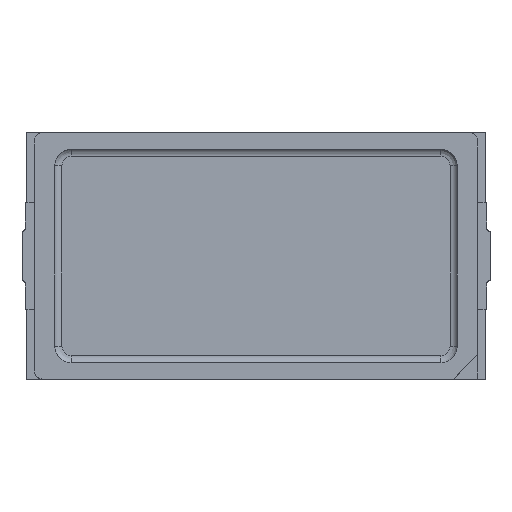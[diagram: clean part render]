
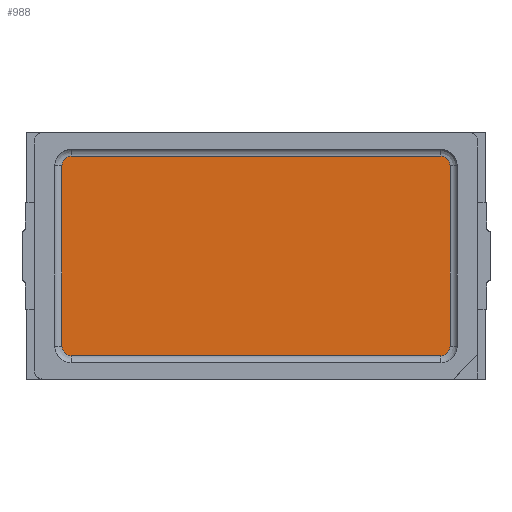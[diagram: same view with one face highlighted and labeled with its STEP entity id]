
A CAD part, top view. The second image highlights one B-rep face of the part: STEP entity #988.
In plain terms, the highlighted planar face has unit normal (0, 0, 1).
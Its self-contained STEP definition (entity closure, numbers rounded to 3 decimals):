
#43=CIRCLE('',#1066,0.113);
#44=CIRCLE('',#1067,0.113);
#45=CIRCLE('',#1068,0.113);
#46=CIRCLE('',#1069,0.113);
#80=FACE_OUTER_BOUND('',#133,.T.);
#133=EDGE_LOOP('',(#754,#755,#756,#757,#758,#759,#760,#761));
#247=LINE('',#1584,#358);
#248=LINE('',#1588,#359);
#249=LINE('',#1592,#360);
#250=LINE('',#1595,#361);
#358=VECTOR('',#1265,1000.);
#359=VECTOR('',#1268,1000.);
#360=VECTOR('',#1271,1000.);
#361=VECTOR('',#1274,1000.);
#462=VERTEX_POINT('',#1580);
#463=VERTEX_POINT('',#1581);
#464=VERTEX_POINT('',#1583);
#465=VERTEX_POINT('',#1585);
#466=VERTEX_POINT('',#1587);
#467=VERTEX_POINT('',#1589);
#468=VERTEX_POINT('',#1591);
#469=VERTEX_POINT('',#1593);
#575=EDGE_CURVE('',#462,#463,#43,.T.);
#576=EDGE_CURVE('',#463,#464,#247,.T.);
#577=EDGE_CURVE('',#464,#465,#44,.T.);
#578=EDGE_CURVE('',#465,#466,#248,.T.);
#579=EDGE_CURVE('',#466,#467,#45,.T.);
#580=EDGE_CURVE('',#467,#468,#249,.T.);
#581=EDGE_CURVE('',#468,#469,#46,.T.);
#582=EDGE_CURVE('',#469,#462,#250,.T.);
#754=ORIENTED_EDGE('',*,*,#575,.T.);
#755=ORIENTED_EDGE('',*,*,#576,.T.);
#756=ORIENTED_EDGE('',*,*,#577,.T.);
#757=ORIENTED_EDGE('',*,*,#578,.T.);
#758=ORIENTED_EDGE('',*,*,#579,.T.);
#759=ORIENTED_EDGE('',*,*,#580,.T.);
#760=ORIENTED_EDGE('',*,*,#581,.T.);
#761=ORIENTED_EDGE('',*,*,#582,.T.);
#923=PLANE('',#1065);
#988=ADVANCED_FACE('',(#80),#923,.T.);
#1065=AXIS2_PLACEMENT_3D('',#1579,#1261,#1262);
#1066=AXIS2_PLACEMENT_3D('',#1582,#1263,#1264);
#1067=AXIS2_PLACEMENT_3D('',#1586,#1266,#1267);
#1068=AXIS2_PLACEMENT_3D('',#1590,#1269,#1270);
#1069=AXIS2_PLACEMENT_3D('',#1594,#1272,#1273);
#1261=DIRECTION('center_axis',(0.,0.,1.));
#1262=DIRECTION('ref_axis',(1.,0.,0.));
#1263=DIRECTION('center_axis',(0.,0.,1.));
#1264=DIRECTION('ref_axis',(1.,0.,0.));
#1265=DIRECTION('',(-1.,0.,0.));
#1266=DIRECTION('center_axis',(0.,0.,1.));
#1267=DIRECTION('ref_axis',(1.,0.,0.));
#1268=DIRECTION('',(0.,-1.,0.));
#1269=DIRECTION('center_axis',(0.,0.,1.));
#1270=DIRECTION('ref_axis',(1.,0.,0.));
#1271=DIRECTION('',(1.,0.,0.));
#1272=DIRECTION('center_axis',(0.,0.,1.));
#1273=DIRECTION('ref_axis',(1.,0.,0.));
#1274=DIRECTION('',(0.,1.,0.));
#1579=CARTESIAN_POINT('Origin',(-2.25,1.1,0.85));
#1580=CARTESIAN_POINT('',(2.363,1.1,0.85));
#1581=CARTESIAN_POINT('',(2.25,1.213,0.85));
#1582=CARTESIAN_POINT('Origin',(2.25,1.1,0.85));
#1583=CARTESIAN_POINT('',(-2.25,1.213,0.85));
#1584=CARTESIAN_POINT('',(-2.25,1.213,0.85));
#1585=CARTESIAN_POINT('',(-2.363,1.1,0.85));
#1586=CARTESIAN_POINT('Origin',(-2.25,1.1,0.85));
#1587=CARTESIAN_POINT('',(-2.363,-1.1,0.85));
#1588=CARTESIAN_POINT('',(-2.363,-1.1,0.85));
#1589=CARTESIAN_POINT('',(-2.25,-1.213,0.85));
#1590=CARTESIAN_POINT('Origin',(-2.25,-1.1,0.85));
#1591=CARTESIAN_POINT('',(2.25,-1.213,0.85));
#1592=CARTESIAN_POINT('',(2.25,-1.213,0.85));
#1593=CARTESIAN_POINT('',(2.363,-1.1,0.85));
#1594=CARTESIAN_POINT('Origin',(2.25,-1.1,0.85));
#1595=CARTESIAN_POINT('',(2.363,1.1,0.85));
